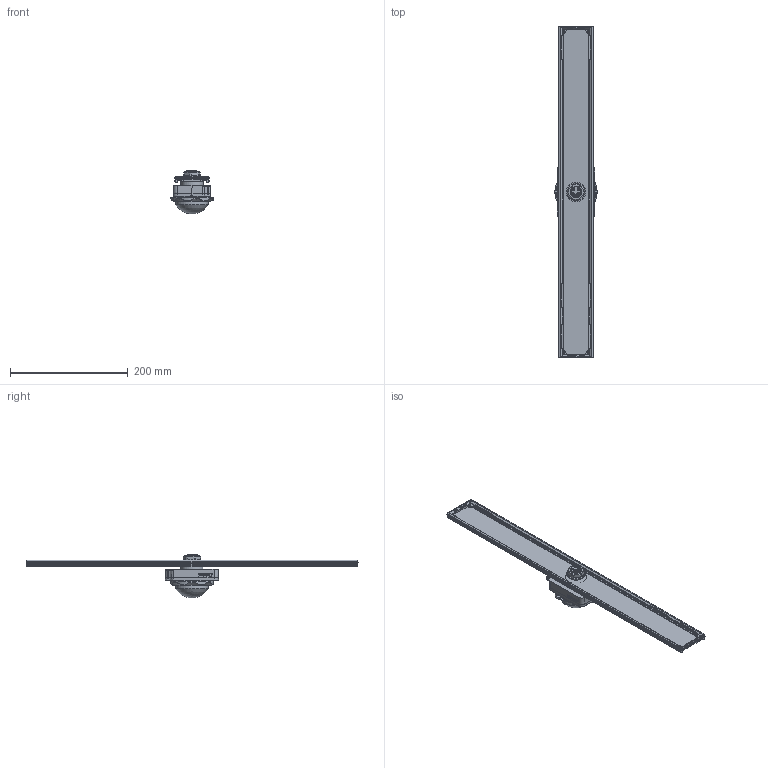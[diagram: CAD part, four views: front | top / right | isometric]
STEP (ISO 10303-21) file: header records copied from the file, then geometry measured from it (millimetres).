
FILE_DESCRIPTION(/* description */ ('This is a sample STEP configuration'),/* implementation_level */ '2;1');
FILE_NAME(/* name */ '610-0295xxxxxxxxx SIMPLE.ipt_Rev_00.stp',/* time_stamp */ '2023-05-11T10:59:24+02:00',/* author */ ('powerJobs'),/* organization */ ('coolOrange'),/* preprocessor_version */ 'ST-DEVELOPER v19.2',/* originating_system */ 'Autodesk Inventor 2023',/* authorisation */ '');
FILE_SCHEMA (('AUTOMOTIVE_DESIGN { 1 0 10303 214 3 1 1 }'));
Length unit declared in the file: millimetre
Products named in the file (1): ENG000029114
Bounding box: 72 x 564.9 x 74.81 mm (x, y, z)
Volume: 215553.1 mm3; surface area: 134212.6 mm2
Topology: 1 solids, 9 shells, 1719 faces, 4732 edges, 3094 vertices
Faces by surface type: plane 1292, cylinder 183, bspline 138, cone 59, torus 31, sphere 16
Full cylindrical faces by diameter (mm): 3.1 x4, 4.75 x1, 5.35 x1, 20 x1, 29.4 x1, 30.3 x1, 33 x1, 36.5 x1, 38.65 x1, 60 x1, 61.92 x1
Entity records: 73262 total; most frequent: CARTESIAN_POINT 30197, ORIENTED_EDGE 9446, DIRECTION 8158, EDGE_CURVE 4723, LINE 3620, VECTOR 3620, VERTEX_POINT 3094, AXIS2_PLACEMENT_3D 2269
